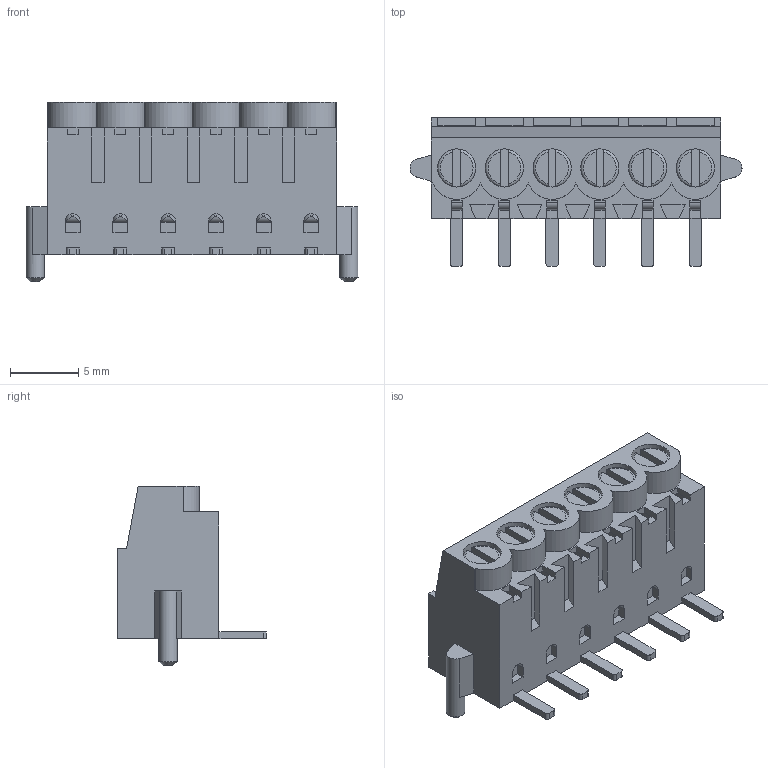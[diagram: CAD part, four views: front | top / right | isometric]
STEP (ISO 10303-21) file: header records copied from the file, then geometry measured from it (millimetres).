
FILE_DESCRIPTION( ( 'Unknown' ), '1' );
FILE_NAME( '691508110306.stp', 'Unknown', ( 'Unknown' ), ( 'Unknown' ), 'PSStep 17.0.49', 'Unknown', ' ' );
FILE_SCHEMA( ( 'AUTOMOTIVE_DESIGN { 1 0 10303 214 1 1 1 1 }' ) );
Length unit declared in the file: millimetre
Products named in the file (5): Assem1; 6915801100xx_PIN; 6915801100xx_CAGE; 6915801100xx_VIS; 691580110006
Assembly tree (19 placements, depth 2):
  Assem1
    6915801100xx_PIN  x6
    6915801100xx_CAGE  x6
    6915801100xx_VIS  x6
    691580110006
Bounding box: 24.35 x 10.9 x 13.2 mm (x, y, z)
Volume: 1064.8 mm3; surface area: 3400.6 mm2
Topology: 19 solids, 19 shells, 733 faces, 1987 edges, 1298 vertices
Faces by surface type: plane 543, cylinder 164, torus 18, cone 8
Full cylindrical faces by diameter (mm): 1.35 x2, 1.65 x6, 1.9 x6, 2 x6, 2.8 x12
Entity records: 16659 total; most frequent: CARTESIAN_POINT 2364, ORIENTED_EDGE 2304, DIRECTION 2117, EDGE_CURVE 1152, LINE 1045, VECTOR 1045, VERTEX_POINT 759, AXIS2_PLACEMENT_3D 536
